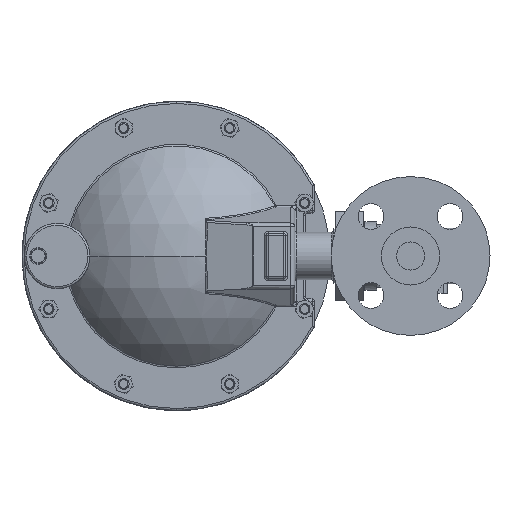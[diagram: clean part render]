
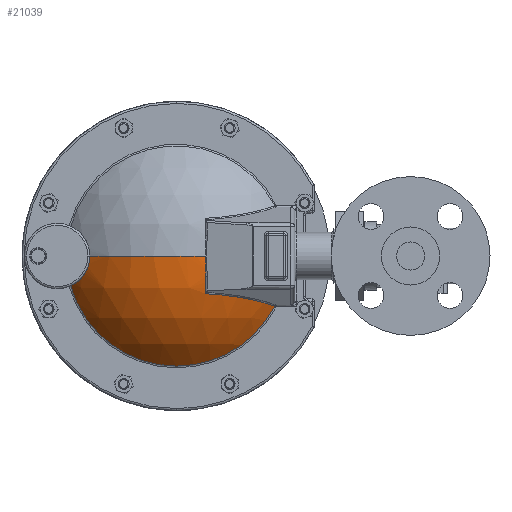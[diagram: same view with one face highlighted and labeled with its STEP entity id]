
A CAD part, left-side view. The second image highlights one B-rep face of the part: STEP entity #21039.
In plain terms, the highlighted spherical face has radius 101.6 mm.
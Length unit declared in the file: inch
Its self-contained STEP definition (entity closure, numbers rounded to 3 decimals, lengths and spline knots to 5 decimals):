
#485 = EDGE_LOOP ( 'NONE', ( #12395, #9528, #12089, #8719, #1932, #22035, #10516, #11232 ) ) ;
#1204 = CARTESIAN_POINT ( 'NONE',  ( 4.39172, 8.25747, 3.16571 ) ) ;
#1289 = CARTESIAN_POINT ( 'NONE',  ( 1.40022, 10.88015, 2.74945 ) ) ;
#1315 = CARTESIAN_POINT ( 'NONE',  ( 0.63872, 7.41247, 2.06981 ) ) ;
#1318 = CIRCLE ( 'NONE', #12239, 3.20295 ) ;
#1380 = CARTESIAN_POINT ( 'NONE',  ( 1.84296, 11.23293, 2.35869 ) ) ;
#1402 = VERTEX_POINT ( 'NONE', #10535 ) ;
#1496 = AXIS2_PLACEMENT_3D ( 'NONE', #1204, #6606, #3078 ) ;
#1932 = ORIENTED_EDGE ( 'NONE', *, *, #12772, .T. ) ;
#2038 = DIRECTION ( 'NONE',  ( 0., -1., 0. ) ) ;
#2391 = VERTEX_POINT ( 'NONE', #19708 ) ;
#2837 = AXIS2_PLACEMENT_3D ( 'NONE', #10457, #22937, #12284 ) ;
#3078 = DIRECTION ( 'NONE',  ( 0., 1., 0. ) ) ;
#3157 = CARTESIAN_POINT ( 'NONE',  ( 1.4544, 10.92644, 2.66379 ) ) ;
#3229 = CARTESIAN_POINT ( 'NONE',  ( 1.95092, 11.31062, 2.31484 ) ) ;
#3687 = DIRECTION ( 'NONE',  ( -1., 0., 0. ) ) ;
#4435 = CARTESIAN_POINT ( 'NONE',  ( 4.39172, 8.25747, 3.16571 ) ) ;
#4776 = CIRCLE ( 'NONE', #22191, 3.90973 ) ;
#4903 = CARTESIAN_POINT ( 'NONE',  ( 1.29103, 10.78447, 3.16571 ) ) ;
#4978 = CARTESIAN_POINT ( 'NONE',  ( 1.53484, 10.99339, 2.5709 ) ) ;
#6242 = AXIS2_PLACEMENT_3D ( 'NONE', #6753, #19218, #8527 ) ;
#6248 = DIRECTION ( 'NONE',  ( 1., 0., 0. ) ) ;
#6606 = DIRECTION ( 'NONE',  ( 0., 0., -1. ) ) ;
#6611 = VERTEX_POINT ( 'NONE', #10579 ) ;
#6694 = CARTESIAN_POINT ( 'NONE',  ( 1.29652, 10.78938, 3.05446 ) ) ;
#6753 = CARTESIAN_POINT ( 'NONE',  ( 3.86634, 8.25747, 1.20497 ) ) ;
#6788 = CARTESIAN_POINT ( 'NONE',  ( 1.5874, 11.03618, 2.52123 ) ) ;
#6802 = CARTESIAN_POINT ( 'NONE',  ( 1.99566, 8.25747, -0.03724 ) ) ;
#7839 = VERTEX_POINT ( 'NONE', #1315 ) ;
#8484 = CARTESIAN_POINT ( 'NONE',  ( 1.31962, 10.80986, 2.94591 ) ) ;
#8527 = DIRECTION ( 'NONE',  ( -0.966, 0., 0.259 ) ) ;
#8560 = CARTESIAN_POINT ( 'NONE',  ( 1.66096, 11.09488, 2.46205 ) ) ;
#8719 = ORIENTED_EDGE ( 'NONE', *, *, #13445, .T. ) ;
#9528 = ORIENTED_EDGE ( 'NONE', *, *, #17834, .T. ) ;
#9592 = AXIS2_PLACEMENT_3D ( 'NONE', #4435, #16945, #6248 ) ;
#9798 = VERTEX_POINT ( 'NONE', #17362 ) ;
#9993 = CARTESIAN_POINT ( 'NONE',  ( 4.39172, 7.41247, 3.16571 ) ) ;
#10262 = CARTESIAN_POINT ( 'NONE',  ( 1.3444, 10.83168, 2.86882 ) ) ;
#10356 = CARTESIAN_POINT ( 'NONE',  ( 1.75975, 11.17093, 2.40067 ) ) ;
#10457 = CARTESIAN_POINT ( 'NONE',  ( 4.39172, 8.25747, 3.16571 ) ) ;
#10516 = ORIENTED_EDGE ( 'NONE', *, *, #12655, .T. ) ;
#10535 = CARTESIAN_POINT ( 'NONE',  ( 0.48199, 7.41247, 3.16571 ) ) ;
#10554 = CARTESIAN_POINT ( 'NONE',  ( 1.99566, 8.25747, 3.16571 ) ) ;
#10579 = CARTESIAN_POINT ( 'NONE',  ( 1.99566, 11.34144, 2.30083 ) ) ;
#11232 = ORIENTED_EDGE ( 'NONE', *, *, #12542, .F. ) ;
#11583 = CARTESIAN_POINT ( 'NONE',  ( 0.39172, 8.25747, 3.16571 ) ) ;
#11845 = DIRECTION ( 'NONE',  ( 0., 0., -1. ) ) ;
#12089 = ORIENTED_EDGE ( 'NONE', *, *, #18126, .F. ) ;
#12121 = CARTESIAN_POINT ( 'NONE',  ( 1.37596, 10.85919, 2.79554 ) ) ;
#12191 = CARTESIAN_POINT ( 'NONE',  ( 1.82178, 11.21734, 2.36858 ) ) ;
#12239 = AXIS2_PLACEMENT_3D ( 'NONE', #10554, #23039, #12408 ) ;
#12284 = DIRECTION ( 'NONE',  ( 0., 1., 0. ) ) ;
#12395 = ORIENTED_EDGE ( 'NONE', *, *, #17936, .F. ) ;
#12408 = DIRECTION ( 'NONE',  ( 0., 0., -1. ) ) ;
#12500 = AXIS2_PLACEMENT_3D ( 'NONE', #12821, #2038, #14626 ) ;
#12542 = EDGE_CURVE ( 'NONE', #2391, #7839, #4776, .T. ) ;
#12655 = EDGE_CURVE ( 'NONE', #9798, #7839, #16798, .T. ) ;
#12721 = EDGE_CURVE ( 'NONE', #14871, #9798, #1318, .T. ) ;
#12772 = EDGE_CURVE ( 'NONE', #6611, #14871, #19280, .T. ) ;
#12821 = CARTESIAN_POINT ( 'NONE',  ( 4.39172, 7.41247, 3.16571 ) ) ;
#13445 = EDGE_CURVE ( 'NONE', #13987, #6611, #18562, .T. ) ;
#13878 = CARTESIAN_POINT ( 'NONE',  ( 1.41319, 10.89129, 2.72738 ) ) ;
#13967 = CARTESIAN_POINT ( 'NONE',  ( 1.90714, 11.27958, 2.33092 ) ) ;
#13987 = VERTEX_POINT ( 'NONE', #20514 ) ;
#14407 = CARTESIAN_POINT ( 'NONE',  ( 1.99566, 8.25747, 3.16571 ) ) ;
#14626 = DIRECTION ( 'NONE',  ( 0., 0., -1. ) ) ;
#14871 = VERTEX_POINT ( 'NONE', #6802 ) ;
#15359 = FACE_OUTER_BOUND ( 'NONE', #485, .T. ) ;
#15603 = CARTESIAN_POINT ( 'NONE',  ( 1.29103, 10.78447, 3.10974 ) ) ;
#15688 = CARTESIAN_POINT ( 'NONE',  ( 1.48494, 10.95215, 2.62486 ) ) ;
#15779 = CARTESIAN_POINT ( 'NONE',  ( 1.99566, 11.34144, 2.30083 ) ) ;
#16218 = DIRECTION ( 'NONE',  ( 0., 0., -1. ) ) ;
#16798 = CIRCLE ( 'NONE', #6242, 3.44666 ) ;
#16945 = DIRECTION ( 'NONE',  ( 0., 0., 1. ) ) ;
#17362 = CARTESIAN_POINT ( 'NONE',  ( 1.99566, 5.40637, 1.70622 ) ) ;
#17487 = CARTESIAN_POINT ( 'NONE',  ( 1.55211, 11.00754, 2.55372 ) ) ;
#17834 = EDGE_CURVE ( 'NONE', #1402, #19350, #22400, .T. ) ;
#17936 = EDGE_CURVE ( 'NONE', #1402, #2391, #21286, .T. ) ;
#17975 = CIRCLE ( 'NONE', #9592, 4. ) ;
#18126 = EDGE_CURVE ( 'NONE', #13987, #19350, #17975, .T. ) ;
#18213 = AXIS2_PLACEMENT_3D ( 'NONE', #14407, #3687, #16218 ) ;
#18562 = B_SPLINE_CURVE_WITH_KNOTS ( 'NONE', 3,
 ( #4903, #15603, #6694, #19164, #8484, #20939, #10262, #22755, #12121, #1289, #13878, #3157, #15688, #4978, #17487, #6788, #19256, #8560, #21023, #10356, #22833, #12191, #1380, #13967, #3229, #15779 ),
 .UNSPECIFIED., .F., .F.,
 ( 4, 2, 2, 2, 2, 2, 2, 2, 2, 2, 2, 2, 4 ),
 ( 0.03388, 0.03811, 0.04023, 0.04235, 0.04447, 0.04658, 0.05082, 0.05293, 0.05505, 0.05929, 0.0614, 0.06352, 0.06775 ),
 .UNSPECIFIED. ) ;
#19164 = CARTESIAN_POINT ( 'NONE',  ( 1.31289, 10.8039, 2.97256 ) ) ;
#19218 = DIRECTION ( 'NONE',  ( -0.259, 0., -0.966 ) ) ;
#19256 = CARTESIAN_POINT ( 'NONE',  ( 1.60548, 11.05072, 2.50586 ) ) ;
#19280 = CIRCLE ( 'NONE', #18213, 3.20295 ) ;
#19350 = VERTEX_POINT ( 'NONE', #11583 ) ;
#19708 = CARTESIAN_POINT ( 'NONE',  ( 0.52793, 7.41247, 2.56812 ) ) ;
#20059 = SPHERICAL_SURFACE ( 'NONE', #1496, 4. ) ;
#20514 = CARTESIAN_POINT ( 'NONE',  ( 1.29103, 10.78447, 3.16571 ) ) ;
#20939 = CARTESIAN_POINT ( 'NONE',  ( 1.33537, 10.82374, 2.89406 ) ) ;
#21023 = CARTESIAN_POINT ( 'NONE',  ( 1.69958, 11.12504, 2.43594 ) ) ;
#21039 = ADVANCED_FACE ( 'NONE', ( #15359 ), #20059, .T. ) ;
#21286 = CIRCLE ( 'NONE', #12500, 3.90973 ) ;
#22035 = ORIENTED_EDGE ( 'NONE', *, *, #12721, .T. ) ;
#22191 = AXIS2_PLACEMENT_3D ( 'NONE', #9993, #22483, #11845 ) ;
#22400 = CIRCLE ( 'NONE', #2837, 4. ) ;
#22483 = DIRECTION ( 'NONE',  ( 0., -1., 0. ) ) ;
#22755 = CARTESIAN_POINT ( 'NONE',  ( 1.36466, 10.84937, 2.81962 ) ) ;
#22833 = CARTESIAN_POINT ( 'NONE',  ( 1.78019, 11.18634, 2.38957 ) ) ;
#22937 = DIRECTION ( 'NONE',  ( 0., 0., -1. ) ) ;
#23039 = DIRECTION ( 'NONE',  ( -1., 0., 0. ) ) ;
